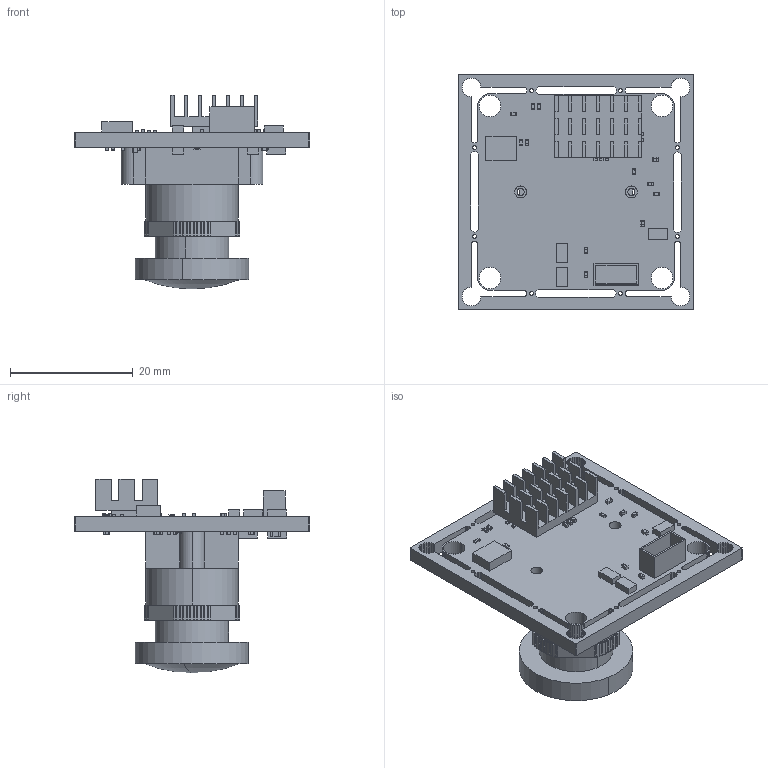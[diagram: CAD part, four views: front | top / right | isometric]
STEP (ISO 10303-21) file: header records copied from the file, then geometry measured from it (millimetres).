
FILE_DESCRIPTION (( 'STEP AP214' ), '1' );
FILE_NAME ('B0261.STEP', '2021-09-15T06:48:57', ( '' ), ( '' ), 'SwSTEP 2.0', 'SolidWorks 2020', '' );
FILE_SCHEMA (( 'AUTOMOTIVE_DESIGN' ));
Length unit declared in the file: millimetre
Products named in the file (3): B0261; yuyan; UC-684ㄗ1ㄘ
Assembly tree (2 placements, depth 2):
  B0261
    UC-684ㄗ1ㄘ
    yuyan
Bounding box: 38.25 x 38.25 x 31.51 mm (x, y, z)
Volume: 6931.5 mm3; surface area: 8880.8 mm2
Topology: 139 solids, 139 shells, 2282 faces, 5540 edges, 3540 vertices
Faces by surface type: plane 1931, cylinder 165, cone 162, bspline 12, sphere 8, torus 4
Entity records: 91763 total; most frequent: CARTESIAN_POINT 13304, ORIENTED_EDGE 11056, DIRECTION 10393, EDGE_CURVE 5528, LINE 4883, VECTOR 4883, VERTEX_POINT 3540, AXIS2_PLACEMENT_3D 2755
